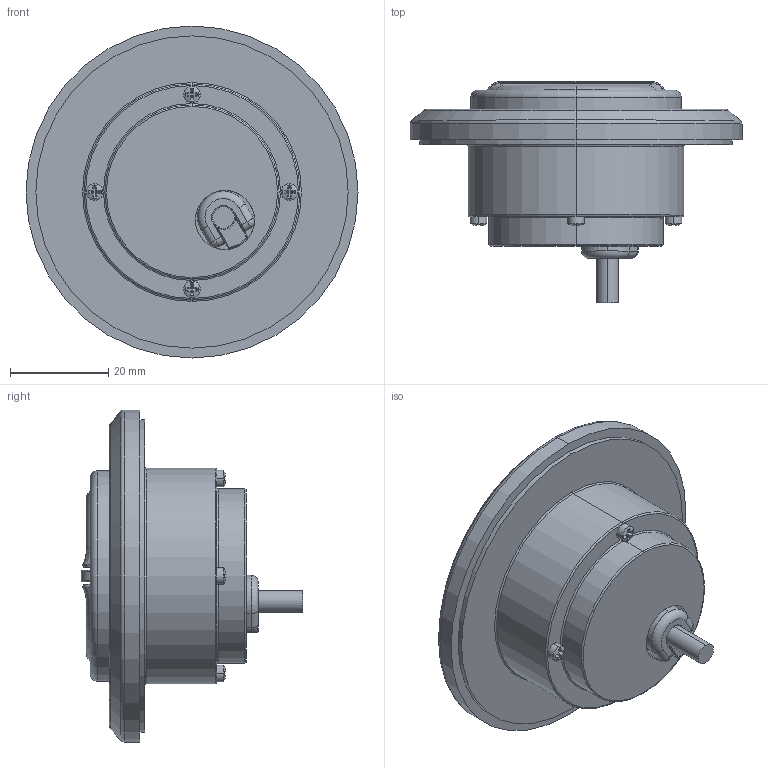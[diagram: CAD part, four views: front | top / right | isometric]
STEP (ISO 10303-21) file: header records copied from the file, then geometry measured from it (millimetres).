
FILE_DESCRIPTION (( 'STEP AP203' ), '1' );
FILE_NAME ('Chaircontrol CL.STEP', '2013-05-24T07:44:24', ( 'admin' ), ( 'Hewlett-Packard Company' ), 'SwSTEP 2.0', 'SolidWorks 2012', '' );
FILE_SCHEMA (( 'CONFIG_CONTROL_DESIGN' ));
Length unit declared in the file: millimetre
Products named in the file (1): Chaircontrol CL
Bounding box: 67.5 x 45 x 67.5 mm (x, y, z)
Volume: 59099.5 mm3; surface area: 12790.9 mm2
Topology: 1 solids, 1 shells, 207 faces, 501 edges, 306 vertices
Faces by surface type: plane 82, cylinder 69, torus 32, sphere 14, bspline 8, cone 2
Entity records: 6488 total; most frequent: CARTESIAN_POINT 1457, DIRECTION 1137, ORIENTED_EDGE 990, EDGE_CURVE 495, AXIS2_PLACEMENT_3D 462, VERTEX_POINT 306, CIRCLE 262, EDGE_LOOP 223
